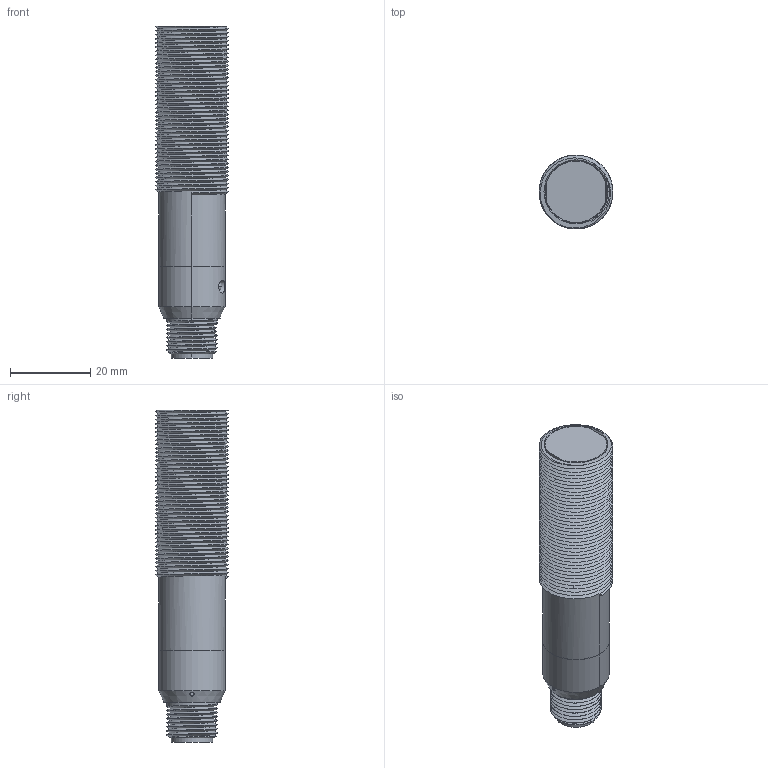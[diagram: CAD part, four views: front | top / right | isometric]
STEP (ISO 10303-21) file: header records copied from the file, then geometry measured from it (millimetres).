
FILE_DESCRIPTION((''),'2;1');
FILE_NAME('155347_SW','2011-02-03T',('banengservice'),('BANNER ENGINEERING'),'PRO/ENGINEER BY PARAMETRIC TECHNOLOGY CORPORATION, 2009141','PRO/ENGINEER BY PARAMETRIC TECHNOLOGY CORPORATION, 2009141','');
FILE_SCHEMA(('CONFIG_CONTROL_DESIGN'));
Length unit declared in the file: inch
Products named in the file (1): 155347_SW
Bounding box: 18.35 x 18.35 x 82.69 mm (x, y, z)
Volume: 6311.1 mm3; surface area: 12814.2 mm2
Topology: 1 solids, 2 shells, 358 faces, 940 edges, 603 vertices
Faces by surface type: cylinder 167, plane 116, bspline 45, cone 20, revolution 4, sphere 4, torus 2
Entity records: 34711 total; most frequent: CARTESIAN_POINT 26421, ORIENTED_EDGE 1864, DIRECTION 1476, EDGE_CURVE 932, VERTEX_POINT 603, AXIS2_PLACEMENT_3D 529, VECTOR 414, LINE 414
